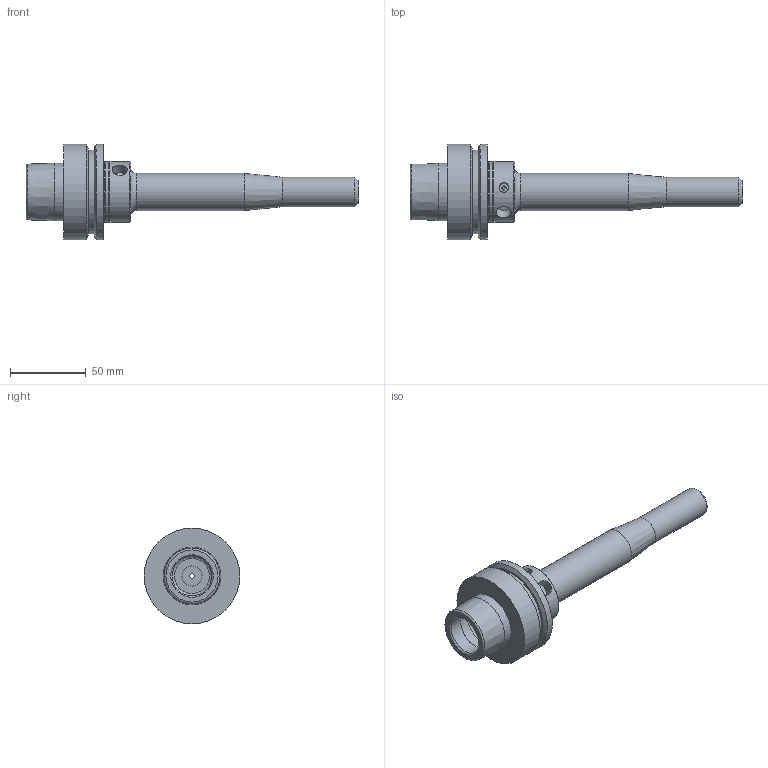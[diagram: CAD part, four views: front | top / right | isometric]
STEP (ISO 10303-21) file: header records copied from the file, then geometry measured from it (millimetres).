
FILE_DESCRIPTION(/* description */ ('Alibre Inc.'),/* implementation_level */ '2;1');
FILE_NAME(/* name */ 'export0',/* time_stamp */ '2021-04-20T17:16:31+02:00',/* author */ (''),/* organization */ (''),/* preprocessor_version */ 'ST-DEVELOPER v17',/* originating_system */ 'Alibre',/* authorisation */ '');
FILE_SCHEMA (('AUTOMOTIVE_DESIGN'));
Length unit declared in the file: millimetre
Bounding box: 219 x 63 x 63 mm (x, y, z)
Volume: 156595.2 mm3; surface area: 35693 mm2
Topology: 1 solids, 1 shells, 83 faces, 201 edges, 131 vertices
Faces by surface type: plane 29, cylinder 25, cone 16, torus 10, bspline 3
Full cylindrical faces by diameter (mm): 3 x1, 6.2 x1, 10 x1, 12 x5, 12.4 x1, 13.376 x1, 19.5 x1, 24.5 x1, 26 x2, 28 x1, 32 x1, 38.009 x1, 39.99 x3, 55 x1, 63 x2
Entity records: 9128 total; most frequent: CARTESIAN_POINT 7177, ORIENTED_EDGE 396, DIRECTION 350, EDGE_CURVE 198, AXIS2_PLACEMENT_3D 162, VERTEX_POINT 131, EDGE_LOOP 99, FACE_BOUND 99
